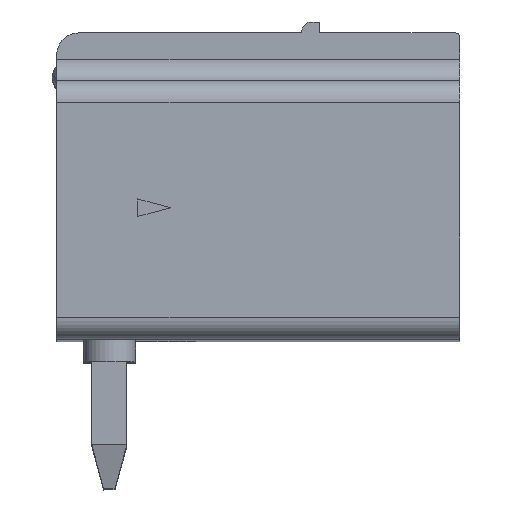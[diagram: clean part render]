
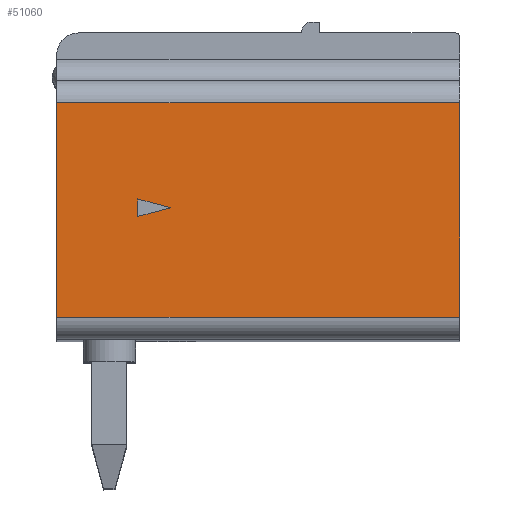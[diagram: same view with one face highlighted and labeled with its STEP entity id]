
A CAD part, top view. The second image highlights one B-rep face of the part: STEP entity #51060.
In plain terms, the highlighted planar face has unit normal (0, 0, 1).
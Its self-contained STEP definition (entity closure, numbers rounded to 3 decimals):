
#42670=CARTESIAN_POINT('',(9.2,0.5,7.1));
#42680=VERTEX_POINT('',#42670);
#42840=CARTESIAN_POINT('',(0.,0.5,7.1));
#42850=VERTEX_POINT('',#42840);
#42880=CARTESIAN_POINT('',(0.,0.5,7.1));
#42890=DIRECTION('',(-1.,0.,0.));
#42900=VECTOR('',#42890,1.);
#42910=LINE('',#42880,#42900);
#42920=EDGE_CURVE('',#42680,#42850,#42910,.T.);
#50290=CARTESIAN_POINT('',(9.2,5.4,7.1));
#50300=VERTEX_POINT('',#50290);
#50330=CARTESIAN_POINT('',(0.,5.4,7.1));
#50340=DIRECTION('',(1.,0.,0.));
#50350=VECTOR('',#50340,1.);
#50360=LINE('',#50330,#50350);
#50370=CARTESIAN_POINT('',(0.,5.4,7.1));
#50380=VERTEX_POINT('',#50370);
#50390=EDGE_CURVE('',#50380,#50300,#50360,.T.);
#50590=CARTESIAN_POINT('',(0.,0.,7.1));
#50600=DIRECTION('',(0.,0.,1.));
#50610=DIRECTION('',(1.,0.,0.));
#50620=AXIS2_PLACEMENT_3D('',#50590,#50600,#50610);
#50630=PLANE('',#50620);
#50640=CARTESIAN_POINT('',(0.,0.,7.1));
#50650=DIRECTION('',(0.,1.,0.));
#50660=VECTOR('',#50650,1.);
#50670=LINE('',#50640,#50660);
#50680=EDGE_CURVE('',#42850,#50380,#50670,.T.);
#50690=ORIENTED_EDGE('',*,*,#50680,.F.);
#50700=ORIENTED_EDGE('',*,*,#50390,.F.);
#50710=CARTESIAN_POINT('',(9.2,0.,7.1));
#50720=DIRECTION('',(0.,1.,0.));
#50730=VECTOR('',#50720,1.);
#50740=LINE('',#50710,#50730);
#50750=EDGE_CURVE('',#42680,#50300,#50740,.T.);
#50760=ORIENTED_EDGE('',*,*,#50750,.T.);
#50770=ORIENTED_EDGE('',*,*,#42920,.F.);
#50780=EDGE_LOOP('',(#50770,#50760,#50700,#50690));
#50790=FACE_OUTER_BOUND('',#50780,.T.);
#50800=CARTESIAN_POINT('',(0.,2.303,7.1));
#50810=DIRECTION('',(-0.966,-0.259,0.));
#50820=VECTOR('',#50810,1.);
#50830=LINE('',#50800,#50820);
#50840=CARTESIAN_POINT('',(2.6,3.,7.1));
#50850=VERTEX_POINT('',#50840);
#50860=CARTESIAN_POINT('',(1.85,2.799,7.1));
#50870=VERTEX_POINT('',#50860);
#50880=EDGE_CURVE('',#50850,#50870,#50830,.T.);
#50890=ORIENTED_EDGE('',*,*,#50880,.T.);
#50900=CARTESIAN_POINT('',(0.,3.697,7.1));
#50910=DIRECTION('',(0.966,-0.259,0.));
#50920=VECTOR('',#50910,1.);
#50930=LINE('',#50900,#50920);
#50940=CARTESIAN_POINT('',(1.85,3.201,7.1));
#50950=VERTEX_POINT('',#50940);
#50960=EDGE_CURVE('',#50950,#50850,#50930,.T.);
#50970=ORIENTED_EDGE('',*,*,#50960,.T.);
#50980=CARTESIAN_POINT('',(1.85,0.,7.1));
#50990=DIRECTION('',(0.,1.,0.));
#51000=VECTOR('',#50990,1.);
#51010=LINE('',#50980,#51000);
#51020=EDGE_CURVE('',#50870,#50950,#51010,.T.);
#51030=ORIENTED_EDGE('',*,*,#51020,.T.);
#51040=EDGE_LOOP('',(#51030,#50970,#50890));
#51050=FACE_BOUND('',#51040,.T.);
#51060=ADVANCED_FACE('',(#50790,#51050),#50630,.T.);
